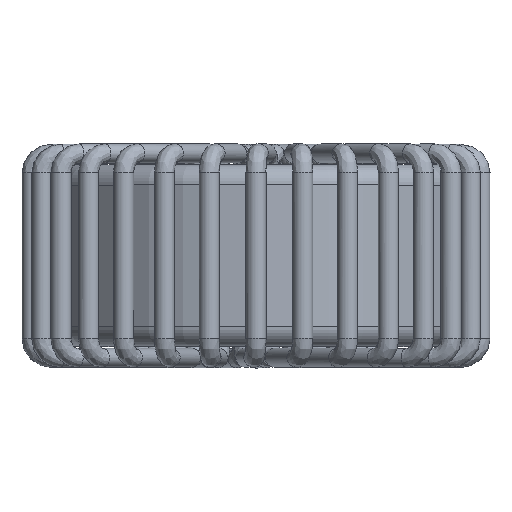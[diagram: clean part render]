
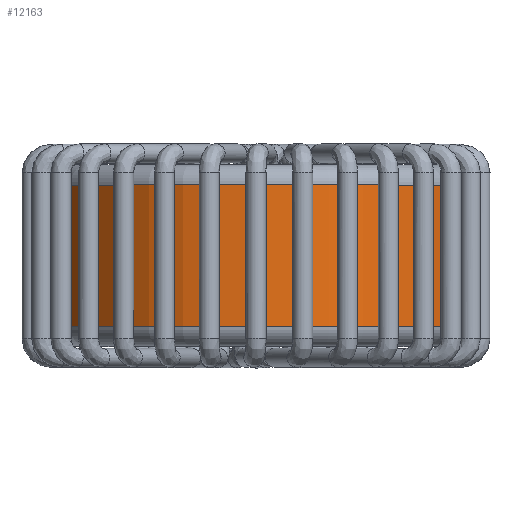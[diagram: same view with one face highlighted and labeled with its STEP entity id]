
A CAD part, top view. The second image highlights one B-rep face of the part: STEP entity #12163.
In plain terms, the highlighted cylindrical face has radius 6.39 mm (diameter 12.78 mm), a full revolution.
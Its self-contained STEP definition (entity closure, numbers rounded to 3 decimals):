
#12163 = ADVANCED_FACE('',(#12164),#12191,.T.);
#12164 = FACE_BOUND('',#12165,.T.);
#12165 = EDGE_LOOP('',(#12166,#12176,#12183,#12184));
#12166 = ORIENTED_EDGE('',*,*,#12167,.F.);
#12167 = EDGE_CURVE('',#12168,#12170,#12172,.T.);
#12168 = VERTEX_POINT('',#12169);
#12169 = CARTESIAN_POINT('',(0.,-2.1,13.39));
#12170 = VERTEX_POINT('',#12171);
#12171 = CARTESIAN_POINT('',(0.,2.1,13.39));
#12172 = LINE('',#12173,#12174);
#12173 = CARTESIAN_POINT('',(0.,-2.7,13.39));
#12174 = VECTOR('',#12175,1.);
#12175 = DIRECTION('',(0.,1.,0.));
#12176 = ORIENTED_EDGE('',*,*,#12177,.T.);
#12177 = EDGE_CURVE('',#12168,#12168,#12178,.T.);
#12178 = CIRCLE('',#12179,6.39);
#12179 = AXIS2_PLACEMENT_3D('',#12180,#12181,#12182);
#12180 = CARTESIAN_POINT('',(0.,-2.1,7.));
#12181 = DIRECTION('',(0.,1.,0.));
#12182 = DIRECTION('',(0.,0.,1.));
#12183 = ORIENTED_EDGE('',*,*,#12167,.T.);
#12184 = ORIENTED_EDGE('',*,*,#12185,.F.);
#12185 = EDGE_CURVE('',#12170,#12170,#12186,.T.);
#12186 = CIRCLE('',#12187,6.39);
#12187 = AXIS2_PLACEMENT_3D('',#12188,#12189,#12190);
#12188 = CARTESIAN_POINT('',(0.,2.1,7.));
#12189 = DIRECTION('',(0.,1.,0.));
#12190 = DIRECTION('',(0.,0.,1.));
#12191 = CYLINDRICAL_SURFACE('',#12192,6.39);
#12192 = AXIS2_PLACEMENT_3D('',#12193,#12194,#12195);
#12193 = CARTESIAN_POINT('',(0.,-2.7,7.));
#12194 = DIRECTION('',(0.,1.,0.));
#12195 = DIRECTION('',(0.,0.,1.));
